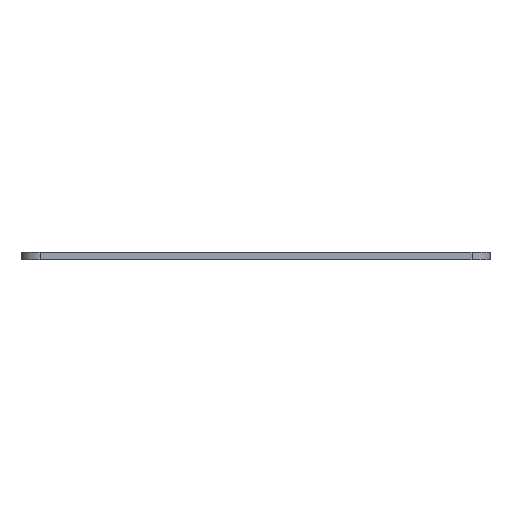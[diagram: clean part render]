
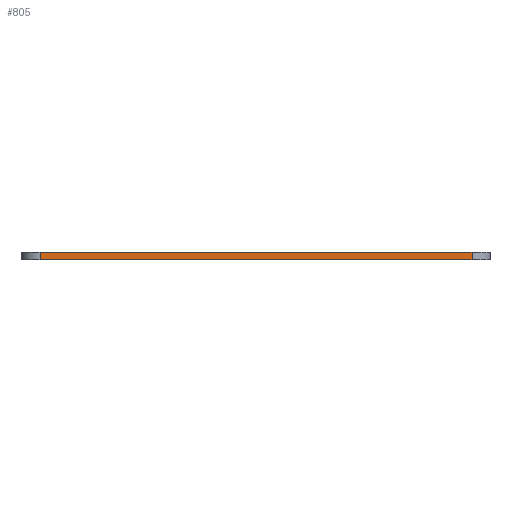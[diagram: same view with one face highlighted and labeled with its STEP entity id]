
A CAD part, left-side view. The second image highlights one B-rep face of the part: STEP entity #805.
In plain terms, the highlighted planar face has unit normal (-1, 0, 0).
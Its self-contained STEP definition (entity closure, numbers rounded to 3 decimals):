
#27 = LINE ( 'NONE', #719, #218 ) ;
#63 = DIRECTION ( 'NONE',  ( 0., -1., 0. ) ) ;
#68 = VERTEX_POINT ( 'NONE', #933 ) ;
#91 = VERTEX_POINT ( 'NONE', #392 ) ;
#127 = EDGE_CURVE ( 'NONE', #452, #235, #874, .T. ) ;
#172 = CARTESIAN_POINT ( 'NONE',  ( -155., 65., 0. ) ) ;
#202 = CARTESIAN_POINT ( 'NONE',  ( -155., 60., 2. ) ) ;
#218 = VECTOR ( 'NONE', #268, 1000. ) ;
#235 = VERTEX_POINT ( 'NONE', #659 ) ;
#268 = DIRECTION ( 'NONE',  ( 0., 0., 1. ) ) ;
#291 = VECTOR ( 'NONE', #731, 1000. ) ;
#320 = PLANE ( 'NONE',  #707 ) ;
#326 = VECTOR ( 'NONE', #63, 1000. ) ;
#335 = EDGE_CURVE ( 'NONE', #452, #91, #938, .T. ) ;
#369 = ORIENTED_EDGE ( 'NONE', *, *, #548, .T. ) ;
#381 = VECTOR ( 'NONE', #399, 1000. ) ;
#392 = CARTESIAN_POINT ( 'NONE',  ( -155., -60., 2. ) ) ;
#393 = DIRECTION ( 'NONE',  ( 0., 1., 0. ) ) ;
#399 = DIRECTION ( 'NONE',  ( 0., -1., 0. ) ) ;
#452 = VERTEX_POINT ( 'NONE', #842 ) ;
#518 = CARTESIAN_POINT ( 'NONE',  ( -155., 65., 2. ) ) ;
#548 = EDGE_CURVE ( 'NONE', #68, #91, #27, .T. ) ;
#659 = CARTESIAN_POINT ( 'NONE',  ( -155., 60., 0. ) ) ;
#693 = CARTESIAN_POINT ( 'NONE',  ( -155., 65., 2. ) ) ;
#707 = AXIS2_PLACEMENT_3D ( 'NONE', #693, #852, #393 ) ;
#719 = CARTESIAN_POINT ( 'NONE',  ( -155., -60., 2. ) ) ;
#731 = DIRECTION ( 'NONE',  ( 0., 0., -1. ) ) ;
#773 = ORIENTED_EDGE ( 'NONE', *, *, #860, .T. ) ;
#774 = EDGE_LOOP ( 'NONE', ( #943, #967, #773, #369 ) ) ;
#781 = LINE ( 'NONE', #172, #381 ) ;
#805 = ADVANCED_FACE ( 'NONE', ( #833 ), #320, .F. ) ;
#833 = FACE_OUTER_BOUND ( 'NONE', #774, .T. ) ;
#842 = CARTESIAN_POINT ( 'NONE',  ( -155., 60., 2. ) ) ;
#852 = DIRECTION ( 'NONE',  ( 1., 0., 0. ) ) ;
#860 = EDGE_CURVE ( 'NONE', #235, #68, #781, .T. ) ;
#874 = LINE ( 'NONE', #202, #291 ) ;
#933 = CARTESIAN_POINT ( 'NONE',  ( -155., -60., 0. ) ) ;
#938 = LINE ( 'NONE', #518, #326 ) ;
#943 = ORIENTED_EDGE ( 'NONE', *, *, #335, .F. ) ;
#967 = ORIENTED_EDGE ( 'NONE', *, *, #127, .T. ) ;
